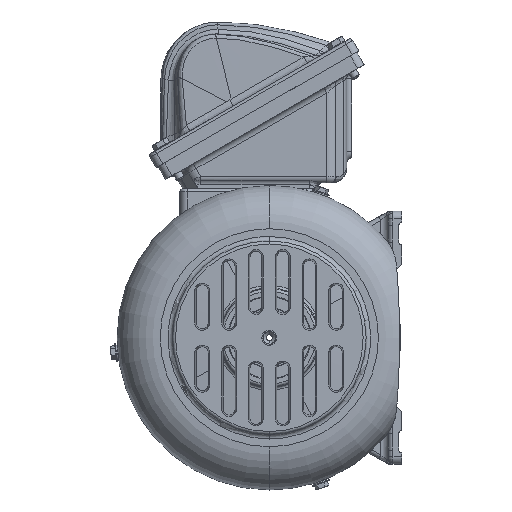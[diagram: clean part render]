
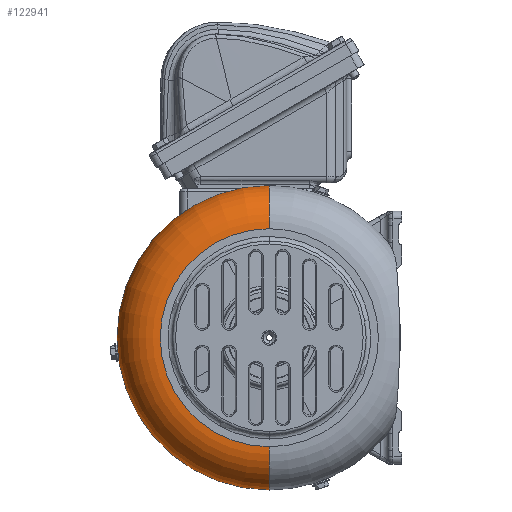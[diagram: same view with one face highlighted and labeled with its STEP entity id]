
A CAD part, left-side view. The second image highlights one B-rep face of the part: STEP entity #122941.
In plain terms, the highlighted toroidal (fillet/blend) face has major radius 73.25 mm and minor radius 29 mm.
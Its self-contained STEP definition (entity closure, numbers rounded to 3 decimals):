
#121793=CARTESIAN_POINT('Vertex',(-114.424,0.,102.25)) ;
#122120=CARTESIAN_POINT('Vertex',(-114.424,0.,-102.25)) ;
#122123=CARTESIAN_POINT('Axis2P3D Location',(-114.424,0.,0.)) ;
#122205=CARTESIAN_POINT('Axis2P3D Location',(-114.424,0.,-73.25)) ;
#122209=CARTESIAN_POINT('Vertex',(-143.424,0.,-73.25)) ;
#122348=CARTESIAN_POINT('Axis2P3D Location',(-114.424,0.,73.25)) ;
#122352=CARTESIAN_POINT('Vertex',(-143.424,0.,73.25)) ;
#122925=CARTESIAN_POINT('Axis2P3D Location',(-114.424,0.,0.)) ;
#122930=CARTESIAN_POINT('Axis2P3D Location',(-143.424,0.,0.)) ;
#122124=DIRECTION('Axis2P3D Direction',(-1.,0.,0.)) ;
#122206=DIRECTION('Axis2P3D Direction',(0.,1.,0.)) ;
#122349=DIRECTION('Axis2P3D Direction',(0.,-1.,0.)) ;
#122926=DIRECTION('Axis2P3D Direction',(-1.,0.,0.)) ;
#122927=DIRECTION('Axis2P3D XDirection',(0.,0.,1.)) ;
#122931=DIRECTION('Axis2P3D Direction',(-1.,0.,0.)) ;
#122125=AXIS2_PLACEMENT_3D('Circle Axis2P3D',#122123,#122124,$) ;
#122207=AXIS2_PLACEMENT_3D('Circle Axis2P3D',#122205,#122206,$) ;
#122350=AXIS2_PLACEMENT_3D('Circle Axis2P3D',#122348,#122349,$) ;
#122928=AXIS2_PLACEMENT_3D('Torus Axis2P3D',#122925,#122926,#122927) ;
#122932=AXIS2_PLACEMENT_3D('Circle Axis2P3D',#122930,#122931,$) ;
#122936=ORIENTED_EDGE('',*,*,#122127,.F.) ;
#122937=ORIENTED_EDGE('',*,*,#122211,.T.) ;
#122938=ORIENTED_EDGE('',*,*,#122934,.F.) ;
#122939=ORIENTED_EDGE('',*,*,#122354,.F.) ;
#122941=ADVANCED_FACE('\X2\51434EF6672C9AD4\X0\',(#122940),#122929,.T.) ;
#122126=CIRCLE('generated circle',#122125,102.25) ;
#122208=CIRCLE('generated circle',#122207,29.) ;
#122351=CIRCLE('generated circle',#122350,29.) ;
#122933=CIRCLE('generated circle',#122932,73.25) ;
#122929=TOROIDAL_SURFACE('homeo Torus',#122928,73.25,29.) ;
#122127=EDGE_CURVE('',#122121,#121794,#122126,.F.) ;
#122211=EDGE_CURVE('',#122121,#122210,#122208,.T.) ;
#122354=EDGE_CURVE('',#121794,#122353,#122351,.T.) ;
#122934=EDGE_CURVE('',#122353,#122210,#122933,.T.) ;
#122935=EDGE_LOOP('',(#122936,#122937,#122938,#122939)) ;
#122940=FACE_OUTER_BOUND('',#122935,.T.) ;
#121794=VERTEX_POINT('',#121793) ;
#122121=VERTEX_POINT('',#122120) ;
#122210=VERTEX_POINT('',#122209) ;
#122353=VERTEX_POINT('',#122352) ;
